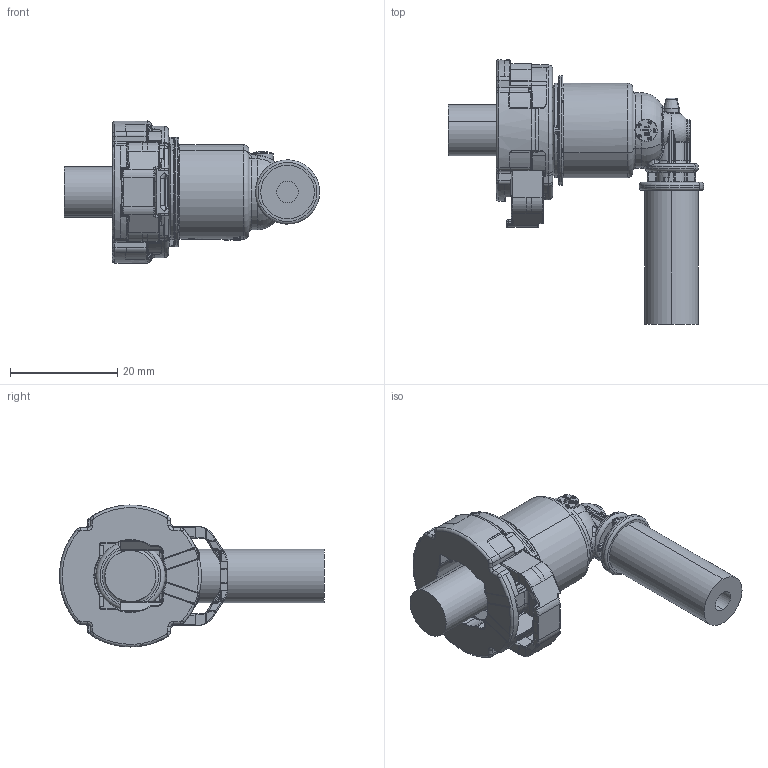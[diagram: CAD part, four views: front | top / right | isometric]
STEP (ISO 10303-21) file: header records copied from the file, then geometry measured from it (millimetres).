
FILE_DESCRIPTION(('CATIA V5 STEP','CAx-IF Rec.Pracs.--- Model Styling and Organization---1.4--- 2014-01-23'),'2;1');
FILE_NAME('Download-SV241NSL_WKU_90_GRAD_3-8-Zoll_NW4_unheated.stp','2019-08-01T07:08:10+00:00',('none'),('none'),'CATIA Version 5-6 Release 2016 SP3 HF59','CATIA V5 STEP AP214 Edition 3','none');
FILE_SCHEMA(('AUTOMOTIVE_DESIGN { 1 0 10303 214 3 1 1 1 }'));
Length unit declared in the file: millimetre
Products named in the file (1): Download-SV241NSL_WKU_90_GRAD_3-8-Zoll_NW4_unheated
Bounding box: 47.65 x 49.43 x 26.5 mm (x, y, z)
Volume: 14263.7 mm3; surface area: 8247.3 mm2
Topology: 4 solids, 6 shells, 1947 faces, 5022 edges, 3054 vertices
Faces by surface type: plane 711, cylinder 608, torus 288, bspline 263, sphere 43, extrusion 24, cone 10
Entity records: 78788 total; most frequent: CARTESIAN_POINT 36146, ORIENTED_EDGE 9904, DIRECTION 6738, EDGE_CURVE 4952, VERTEX_POINT 3052, AXIS2_PLACEMENT_3D 2828, VECTOR 2468, LINE 2444
